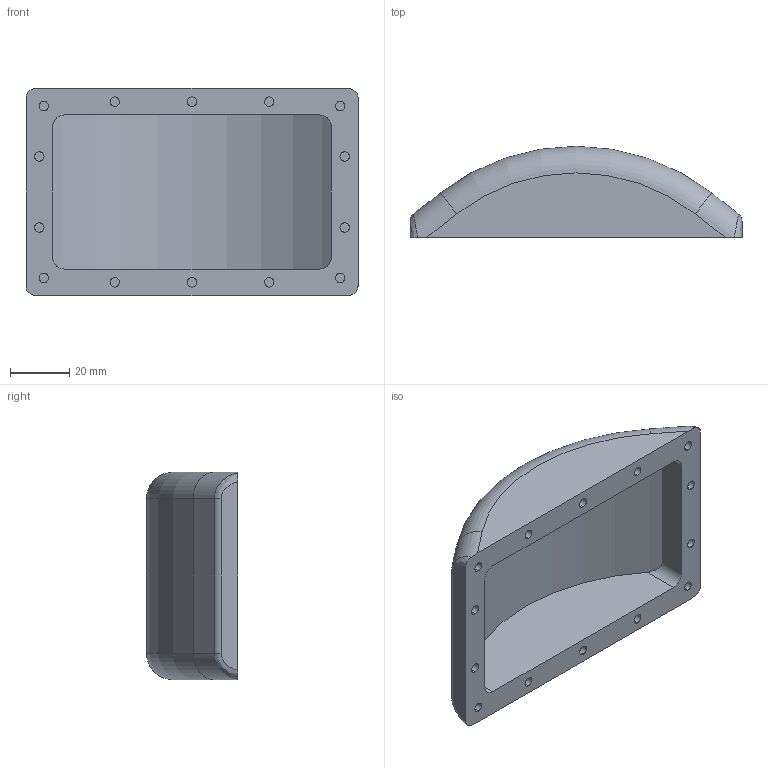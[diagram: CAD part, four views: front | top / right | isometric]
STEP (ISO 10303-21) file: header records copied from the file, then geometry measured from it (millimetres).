
FILE_DESCRIPTION (( 'STEP AP214' ), '1' );
FILE_NAME ('Case.STEP', '2016-01-18T12:50:43', ( '' ), ( '' ), 'SwSTEP 2.0', 'SolidWorks 2016', '' );
FILE_SCHEMA (( 'AUTOMOTIVE_DESIGN' ));
Length unit declared in the file: millimetre
Products named in the file (1): Case
Bounding box: 112.08 x 30.77 x 70 mm (x, y, z)
Volume: 69241.8 mm3; surface area: 28717.9 mm2
Topology: 1 solids, 3 shells, 85 faces, 184 edges, 120 vertices
Faces by surface type: cylinder 42, plane 37, bspline 4, torus 2
Entity records: 2578 total; most frequent: CARTESIAN_POINT 670, DIRECTION 410, ORIENTED_EDGE 368, EDGE_CURVE 184, AXIS2_PLACEMENT_3D 164, VERTEX_POINT 120, EDGE_LOOP 100, FACE_OUTER_BOUND 85
